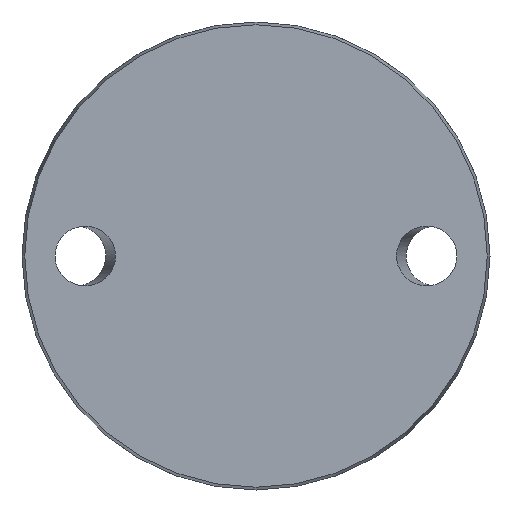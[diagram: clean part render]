
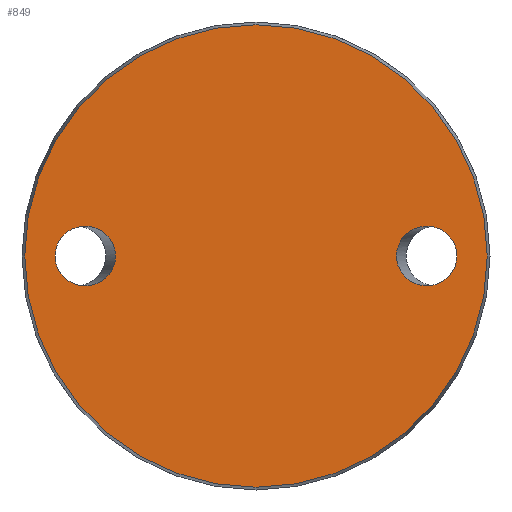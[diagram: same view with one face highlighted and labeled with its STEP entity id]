
A CAD part, front view. The second image highlights one B-rep face of the part: STEP entity #849.
In plain terms, the highlighted planar face has unit normal (0, -1, 0).
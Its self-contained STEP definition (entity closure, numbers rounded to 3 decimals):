
#43 = VERTEX_POINT ( 'NONE', #653 ) ;
#47 = CARTESIAN_POINT ( 'NONE',  ( 0., 0., -48.425 ) ) ;
#103 = CARTESIAN_POINT ( 'NONE',  ( -42.087, 0., 0. ) ) ;
#123 = EDGE_LOOP ( 'NONE', ( #426 ) ) ;
#131 = DIRECTION ( 'NONE',  ( 0., 0., -1. ) ) ;
#162 = AXIS2_PLACEMENT_3D ( 'NONE', #667, #748, #131 ) ;
#179 = EDGE_LOOP ( 'NONE', ( #529 ) ) ;
#181 = CARTESIAN_POINT ( 'NONE',  ( -42.087, 0., -12.5 ) ) ;
#184 = ORIENTED_EDGE ( 'NONE', *, *, #589, .T. ) ;
#197 = CARTESIAN_POINT ( 'NONE',  ( 29.413, 0., 0. ) ) ;
#198 = CARTESIAN_POINT ( 'NONE',  ( 42.087, 0., 0. ) ) ;
#219 = PLANE ( 'NONE',  #496 ) ;
#278 = CARTESIAN_POINT ( 'NONE',  ( 29.413, 0., -12.5 ) ) ;
#295 = EDGE_CURVE ( 'NONE', #43, #43, #586, .T. ) ;
#300 = CARTESIAN_POINT ( 'NONE',  ( -48.425, 0., 0. ) ) ;
#342 =( BOUNDED_CURVE ( )  B_SPLINE_CURVE ( 3, ( #347, #278, #889, #198, #816, #533, #759 ),
 .UNSPECIFIED., .T., .F. ) 
 B_SPLINE_CURVE_WITH_KNOTS ( ( 4, 3, 4 ),
 ( 0., 3.142, 6.283 ),
 .UNSPECIFIED. ) 
 CURVE ( )  GEOMETRIC_REPRESENTATION_ITEM ( )  RATIONAL_B_SPLINE_CURVE ( ( 1., 0.333, 0.333, 1., 0.333, 0.333, 1. ) ) 
 REPRESENTATION_ITEM ( '' )  );
#347 = CARTESIAN_POINT ( 'NONE',  ( 29.413, 0., 0. ) ) ;
#405 = CARTESIAN_POINT ( 'NONE',  ( -42.087, 0., 12.5 ) ) ;
#419 = VERTEX_POINT ( 'NONE', #47 ) ;
#426 = ORIENTED_EDGE ( 'NONE', *, *, #772, .F. ) ;
#488 = CARTESIAN_POINT ( 'NONE',  ( -29.413, 0., 0. ) ) ;
#496 = AXIS2_PLACEMENT_3D ( 'NONE', #300, #521, #683 ) ;
#521 = DIRECTION ( 'NONE',  ( 0., 1., 0. ) ) ;
#529 = ORIENTED_EDGE ( 'NONE', *, *, #295, .T. ) ;
#533 = CARTESIAN_POINT ( 'NONE',  ( 29.413, 0., 12.5 ) ) ;
#586 =( BOUNDED_CURVE ( )  B_SPLINE_CURVE ( 3, ( #103, #405, #878, #488, #972, #181, #641 ),
 .UNSPECIFIED., .T., .T. ) 
 B_SPLINE_CURVE_WITH_KNOTS ( ( 4, 3, 4 ),
 ( 0., 3.142, 6.283 ),
 .UNSPECIFIED. ) 
 CURVE ( )  GEOMETRIC_REPRESENTATION_ITEM ( )  RATIONAL_B_SPLINE_CURVE ( ( 1., 0.333, 0.333, 1., 0.333, 0.333, 1. ) ) 
 REPRESENTATION_ITEM ( '' )  );
#589 = EDGE_CURVE ( 'NONE', #419, #419, #691, .T. ) ;
#600 = FACE_BOUND ( 'NONE', #179, .T. ) ;
#641 = CARTESIAN_POINT ( 'NONE',  ( -42.087, 0., 0. ) ) ;
#653 = CARTESIAN_POINT ( 'NONE',  ( -42.087, 0., 0. ) ) ;
#667 = CARTESIAN_POINT ( 'NONE',  ( 0., 0., 0. ) ) ;
#683 = DIRECTION ( 'NONE',  ( 0., 0., 1. ) ) ;
#691 = CIRCLE ( 'NONE', #162, 48.425 ) ;
#748 = DIRECTION ( 'NONE',  ( 0., -1., 0. ) ) ;
#759 = CARTESIAN_POINT ( 'NONE',  ( 29.413, 0., 0. ) ) ;
#772 = EDGE_CURVE ( 'NONE', #888, #888, #342, .T. ) ;
#812 = EDGE_LOOP ( 'NONE', ( #184 ) ) ;
#816 = CARTESIAN_POINT ( 'NONE',  ( 42.087, 0., 12.5 ) ) ;
#849 = ADVANCED_FACE ( 'NONE', ( #600, #911, #985 ), #219, .F. ) ;
#878 = CARTESIAN_POINT ( 'NONE',  ( -29.413, 0., 12.5 ) ) ;
#888 = VERTEX_POINT ( 'NONE', #197 ) ;
#889 = CARTESIAN_POINT ( 'NONE',  ( 42.087, 0., -12.5 ) ) ;
#911 = FACE_BOUND ( 'NONE', #123, .T. ) ;
#972 = CARTESIAN_POINT ( 'NONE',  ( -29.413, 0., -12.5 ) ) ;
#985 = FACE_OUTER_BOUND ( 'NONE', #812, .T. ) ;
